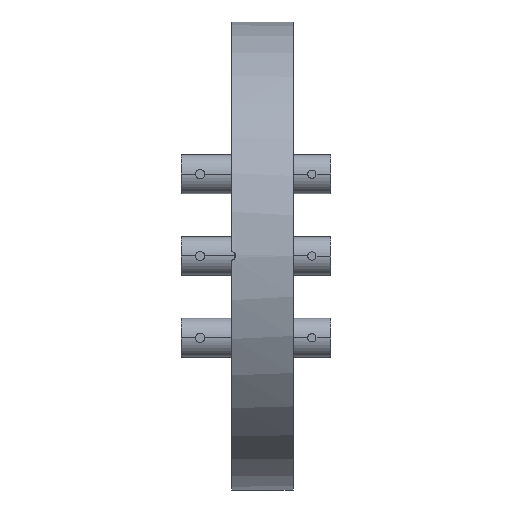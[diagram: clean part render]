
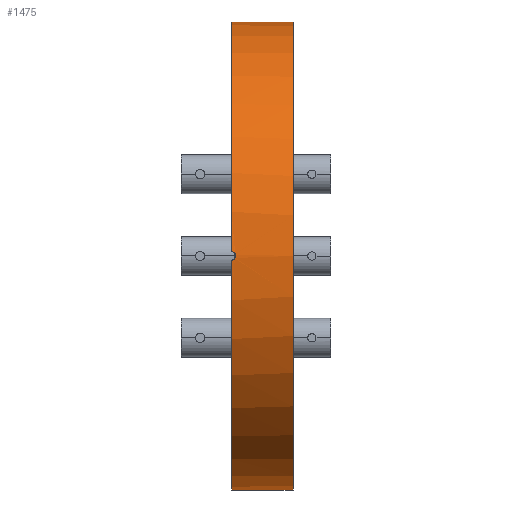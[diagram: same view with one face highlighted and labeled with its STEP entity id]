
A CAD part, left-side view. The second image highlights one B-rep face of the part: STEP entity #1475.
In plain terms, the highlighted cylindrical face has radius 57.15 mm (diameter 114.3 mm), a partial arc.
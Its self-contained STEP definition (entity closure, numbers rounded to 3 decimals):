
#4 = VERTEX_POINT ( 'NONE', #925 ) ;
#12 = EDGE_LOOP ( 'NONE', ( #358, #1281, #236, #275, #1842, #2008 ) ) ;
#20 = CARTESIAN_POINT ( 'NONE',  ( 0., -15., -57.15 ) ) ;
#50 = CARTESIAN_POINT ( 'NONE',  ( -57.141, -0.132, 1. ) ) ;
#233 = LINE ( 'NONE', #2556, #2807 ) ;
#236 = ORIENTED_EDGE ( 'NONE', *, *, #1581, .T. ) ;
#275 = ORIENTED_EDGE ( 'NONE', *, *, #1294, .F. ) ;
#293 = VERTEX_POINT ( 'NONE', #2068 ) ;
#309 = CARTESIAN_POINT ( 'NONE',  ( -57.141, 0., 1. ) ) ;
#322 = VECTOR ( 'NONE', #1593, 1000. ) ;
#344 = CIRCLE ( 'NONE', #2345, 57.15 ) ;
#358 = ORIENTED_EDGE ( 'NONE', *, *, #3317, .F. ) ;
#369 = EDGE_CURVE ( 'NONE', #3098, #293, #1075, .T. ) ;
#611 = CARTESIAN_POINT ( 'NONE',  ( -57.15, -1., -0.13 ) ) ;
#629 = CARTESIAN_POINT ( 'NONE',  ( -57.141, -0.264, -1. ) ) ;
#719 = CARTESIAN_POINT ( 'NONE',  ( -57.141, 0., 1. ) ) ;
#923 = CARTESIAN_POINT ( 'NONE',  ( -57.15, -1., 0.131 ) ) ;
#925 = CARTESIAN_POINT ( 'NONE',  ( -57.141, 0., -1. ) ) ;
#944 = CARTESIAN_POINT ( 'NONE',  ( -57.147, -0.799, 0.615 ) ) ;
#966 = DIRECTION ( 'NONE',  ( 0., 1., 0. ) ) ;
#994 = VERTEX_POINT ( 'NONE', #2923 ) ;
#1075 = CIRCLE ( 'NONE', #3440, 57.15 ) ;
#1113 = CARTESIAN_POINT ( 'NONE',  ( 0., -15., 57.15 ) ) ;
#1157 = CARTESIAN_POINT ( 'NONE',  ( -57.148, -0.874, 0.503 ) ) ;
#1281 = ORIENTED_EDGE ( 'NONE', *, *, #369, .T. ) ;
#1294 = EDGE_CURVE ( 'NONE', #1766, #2134, #3445, .T. ) ;
#1416 = CARTESIAN_POINT ( 'NONE',  ( 0., 0., 57.15 ) ) ;
#1436 = CARTESIAN_POINT ( 'NONE',  ( -57.144, -0.615, 0.799 ) ) ;
#1457 = CARTESIAN_POINT ( 'NONE',  ( -57.141, 0., -1. ) ) ;
#1475 = ADVANCED_FACE ( 'NONE', ( #2526 ), #2827, .T. ) ;
#1508 = CARTESIAN_POINT ( 'NONE',  ( -57.15, -0.974, 0.263 ) ) ;
#1543 = B_SPLINE_CURVE_WITH_KNOTS ( 'NONE', 3,
 ( #309, #50, #2047, #2010, #1436, #944, #1157, #1508, #923, #611, #1728, #2280, #2852, #3413, #629, #1457 ),
 .UNSPECIFIED., .F., .F.,
 ( 4, 2, 2, 2, 2, 2, 2, 4 ),
 ( 0., 0., 0.001, 0.001, 0.002, 0.002, 0.002, 0.003 ),
 .UNSPECIFIED. ) ;
#1581 = EDGE_CURVE ( 'NONE', #293, #2134, #3084, .T. ) ;
#1593 = DIRECTION ( 'NONE',  ( 0., 1., 0. ) ) ;
#1666 = DIRECTION ( 'NONE',  ( 0., 1., 0. ) ) ;
#1728 = CARTESIAN_POINT ( 'NONE',  ( -57.15, -0.974, -0.261 ) ) ;
#1766 = VERTEX_POINT ( 'NONE', #719 ) ;
#1842 = ORIENTED_EDGE ( 'NONE', *, *, #2235, .T. ) ;
#1879 = CARTESIAN_POINT ( 'NONE',  ( 0., -15., 0. ) ) ;
#2008 = ORIENTED_EDGE ( 'NONE', *, *, #3252, .F. ) ;
#2010 = CARTESIAN_POINT ( 'NONE',  ( -57.143, -0.504, 0.874 ) ) ;
#2047 = CARTESIAN_POINT ( 'NONE',  ( -57.142, -0.262, 0.974 ) ) ;
#2068 = CARTESIAN_POINT ( 'NONE',  ( 0., -15., 57.15 ) ) ;
#2133 = CARTESIAN_POINT ( 'NONE',  ( 0., 0., 0. ) ) ;
#2134 = VERTEX_POINT ( 'NONE', #1416 ) ;
#2235 = EDGE_CURVE ( 'NONE', #1766, #4, #1543, .T. ) ;
#2272 = CARTESIAN_POINT ( 'NONE',  ( 0., -15., 0. ) ) ;
#2280 = CARTESIAN_POINT ( 'NONE',  ( -57.148, -0.874, -0.503 ) ) ;
#2345 = AXIS2_PLACEMENT_3D ( 'NONE', #2133, #966, #2956 ) ;
#2526 = FACE_OUTER_BOUND ( 'NONE', #12, .T. ) ;
#2549 = DIRECTION ( 'NONE',  ( 0., 1., 0. ) ) ;
#2556 = CARTESIAN_POINT ( 'NONE',  ( 0., -15., -57.15 ) ) ;
#2807 = VECTOR ( 'NONE', #1666, 1000. ) ;
#2808 = DIRECTION ( 'NONE',  ( 0., 0., 1. ) ) ;
#2827 = CYLINDRICAL_SURFACE ( 'NONE', #2971, 57.15 ) ;
#2852 = CARTESIAN_POINT ( 'NONE',  ( -57.147, -0.801, -0.613 ) ) ;
#2923 = CARTESIAN_POINT ( 'NONE',  ( 0., 0., -57.15 ) ) ;
#2956 = DIRECTION ( 'NONE',  ( 0., 0., 1. ) ) ;
#2971 = AXIS2_PLACEMENT_3D ( 'NONE', #2272, #2549, #2808 ) ;
#2979 = DIRECTION ( 'NONE',  ( 0., 0., 1. ) ) ;
#3040 = DIRECTION ( 'NONE',  ( 0., 1., 0. ) ) ;
#3079 = AXIS2_PLACEMENT_3D ( 'NONE', #3357, #3040, #3302 ) ;
#3084 = LINE ( 'NONE', #1113, #322 ) ;
#3098 = VERTEX_POINT ( 'NONE', #20 ) ;
#3252 = EDGE_CURVE ( 'NONE', #994, #4, #344, .T. ) ;
#3279 = DIRECTION ( 'NONE',  ( 0., 1., 0. ) ) ;
#3302 = DIRECTION ( 'NONE',  ( 0., 0., 1. ) ) ;
#3317 = EDGE_CURVE ( 'NONE', #3098, #994, #233, .T. ) ;
#3357 = CARTESIAN_POINT ( 'NONE',  ( 0., 0., 0. ) ) ;
#3413 = CARTESIAN_POINT ( 'NONE',  ( -57.143, -0.521, -0.893 ) ) ;
#3440 = AXIS2_PLACEMENT_3D ( 'NONE', #1879, #3279, #2979 ) ;
#3445 = CIRCLE ( 'NONE', #3079, 57.15 ) ;
